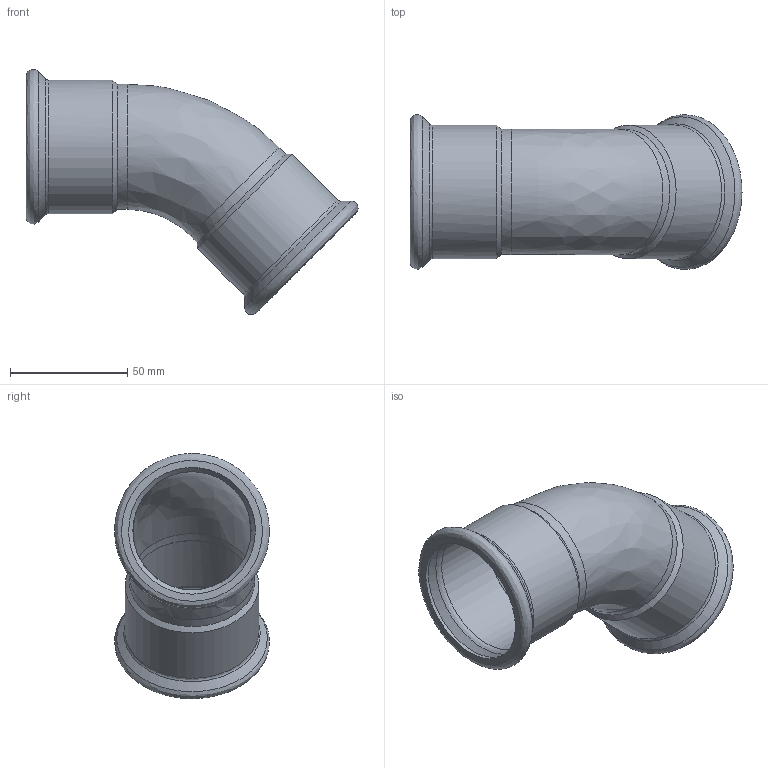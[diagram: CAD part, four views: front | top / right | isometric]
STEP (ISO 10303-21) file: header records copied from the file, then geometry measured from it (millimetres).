
FILE_DESCRIPTION(('FreeCAD Model'),'2;1');
FILE_NAME('Open CASCADE Shape Model','2025-10-20T15:02:12',('Author'),( ''),'Open CASCADE STEP processor 7.8','FreeCAD','Unknown');
FILE_SCHEMA(('AUTOMOTIVE_DESIGN { 1 0 10303 214 1 1 1 1 }'));
Length unit declared in the file: millimetre
Products named in the file (1): Solido1
Bounding box: 141.59 x 65.88 x 104.52 mm (x, y, z)
Volume: 38306.5 mm3; surface area: 51948 mm2
Topology: 1 solids, 1 shells, 32 faces, 104 edges, 76 vertices
Faces by surface type: bspline 32
Entity records: 1708 total; most frequent: CARTESIAN_POINT 1165, ORIENTED_EDGE 208, EDGE_CURVE 104, VERTEX_POINT 76, FACE_BOUND 36, EDGE_LOOP 36, ADVANCED_FACE 32, B_SPLINE_CURVE_WITH_KNOTS 18
